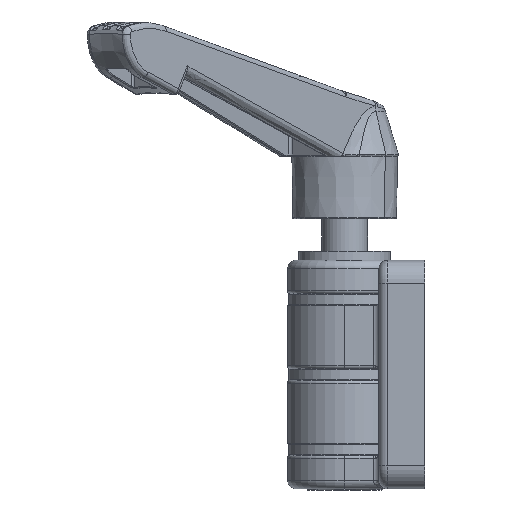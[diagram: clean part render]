
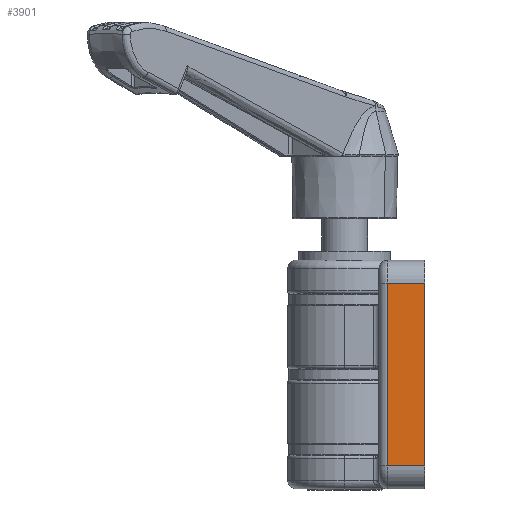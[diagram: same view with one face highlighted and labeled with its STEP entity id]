
A CAD part, left-side view. The second image highlights one B-rep face of the part: STEP entity #3901.
In plain terms, the highlighted planar face has unit normal (-1, 0, 0).
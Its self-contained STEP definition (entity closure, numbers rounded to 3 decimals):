
#1145 = DIRECTION ( 'NONE',  ( -1., 0., 0. ) ) ;
#3901 = ADVANCED_FACE ( 'NONE', ( #4717 ), #21063, .T. ) ;
#4542 = EDGE_CURVE ( 'NONE', #47552, #45171, #30283, .T. ) ;
#4614 = VECTOR ( 'NONE', #23039, 1000. ) ;
#4717 = FACE_OUTER_BOUND ( 'NONE', #35833, .T. ) ;
#9495 = ORIENTED_EDGE ( 'NONE', *, *, #4542, .T. ) ;
#14883 = VECTOR ( 'NONE', #26861, 1000. ) ;
#18130 = LINE ( 'NONE', #48532, #28787 ) ;
#20904 = CARTESIAN_POINT ( 'NONE',  ( -37., -6., -20. ) ) ;
#21063 = PLANE ( 'NONE',  #21844 ) ;
#21180 = CARTESIAN_POINT ( 'NONE',  ( -37., -7.5, -16. ) ) ;
#21844 = AXIS2_PLACEMENT_3D ( 'NONE', #20904, #1145, #29097 ) ;
#23039 = DIRECTION ( 'NONE',  ( 0., 1., 0. ) ) ;
#26861 = DIRECTION ( 'NONE',  ( 0., -1., 0. ) ) ;
#27475 = VERTEX_POINT ( 'NONE', #29626 ) ;
#27944 = VERTEX_POINT ( 'NONE', #48321 ) ;
#28600 = DIRECTION ( 'NONE',  ( 0., 0., 1. ) ) ;
#28787 = VECTOR ( 'NONE', #28600, 1000. ) ;
#29097 = DIRECTION ( 'NONE',  ( 0., 0., 1. ) ) ;
#29340 = CARTESIAN_POINT ( 'NONE',  ( -37., -7.5, 16. ) ) ;
#29391 = EDGE_CURVE ( 'NONE', #27944, #27475, #18130, .T. ) ;
#29626 = CARTESIAN_POINT ( 'NONE',  ( -37., -14., 16. ) ) ;
#30099 = ORIENTED_EDGE ( 'NONE', *, *, #42659, .T. ) ;
#30283 = LINE ( 'NONE', #31774, #50302 ) ;
#31726 = EDGE_CURVE ( 'NONE', #45171, #27944, #36162, .T. ) ;
#31774 = CARTESIAN_POINT ( 'NONE',  ( -37., -7.5, -20. ) ) ;
#32765 = ORIENTED_EDGE ( 'NONE', *, *, #29391, .T. ) ;
#35790 = DIRECTION ( 'NONE',  ( 0., 0., -1. ) ) ;
#35833 = EDGE_LOOP ( 'NONE', ( #30099, #9495, #41291, #32765 ) ) ;
#36162 = LINE ( 'NONE', #50998, #14883 ) ;
#41291 = ORIENTED_EDGE ( 'NONE', *, *, #31726, .T. ) ;
#42659 = EDGE_CURVE ( 'NONE', #27475, #47552, #45877, .T. ) ;
#45171 = VERTEX_POINT ( 'NONE', #21180 ) ;
#45877 = LINE ( 'NONE', #51023, #4614 ) ;
#47552 = VERTEX_POINT ( 'NONE', #29340 ) ;
#48321 = CARTESIAN_POINT ( 'NONE',  ( -37., -14., -16. ) ) ;
#48532 = CARTESIAN_POINT ( 'NONE',  ( -37., -14., -20. ) ) ;
#50302 = VECTOR ( 'NONE', #35790, 1000. ) ;
#50998 = CARTESIAN_POINT ( 'NONE',  ( -37., -14., -16. ) ) ;
#51023 = CARTESIAN_POINT ( 'NONE',  ( -37., -6., 16. ) ) ;
